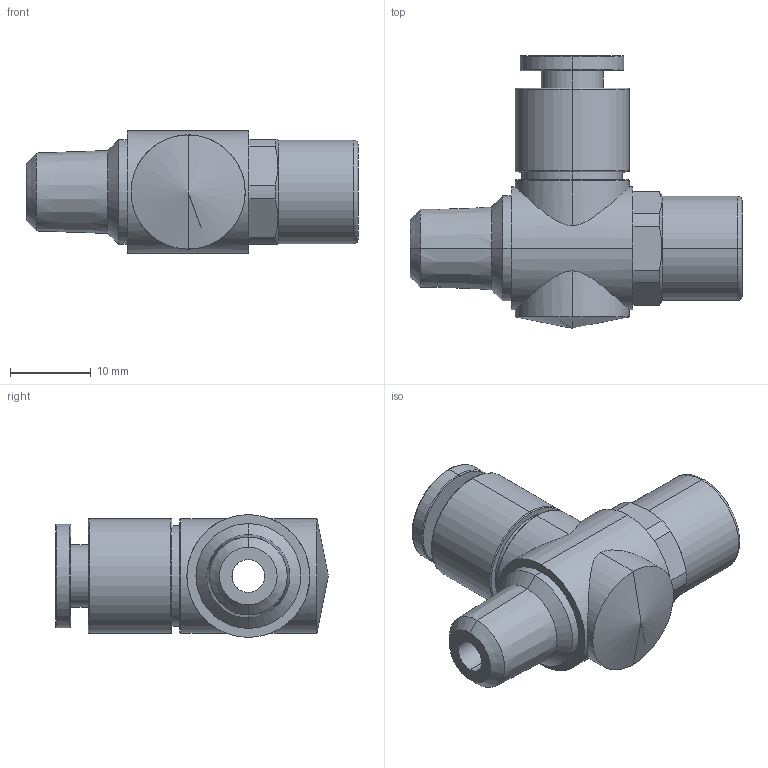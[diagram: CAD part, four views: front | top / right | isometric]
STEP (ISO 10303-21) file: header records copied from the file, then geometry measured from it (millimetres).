
FILE_DESCRIPTION (( 'STEP AP214' ), '1' );
FILE_NAME ('POC14-18N.step', '2018-10-25T18:32:27', ( '' ), ( '' ), 'SwSTEP 2.0', 'SolidWorks 2018', '' );
FILE_SCHEMA (( 'AUTOMOTIVE_DESIGN' ));
Length unit declared in the file: inch
Products named in the file (1): POC14-18N
Bounding box: 41 x 33.66 x 15.16 mm (x, y, z)
Volume: 6898.2 mm3; surface area: 3968.8 mm2
Topology: 1 solids, 1 shells, 71 faces, 160 edges, 96 vertices
Faces by surface type: cylinder 30, plane 15, cone 14, torus 12
Entity records: 3249 total; most frequent: CARTESIAN_POINT 672, DIRECTION 368, ORIENTED_EDGE 312, EDGE_CURVE 156, AXIS2_PLACEMENT_3D 156, VERTEX_POINT 96, EDGE_LOOP 84, CIRCLE 84
